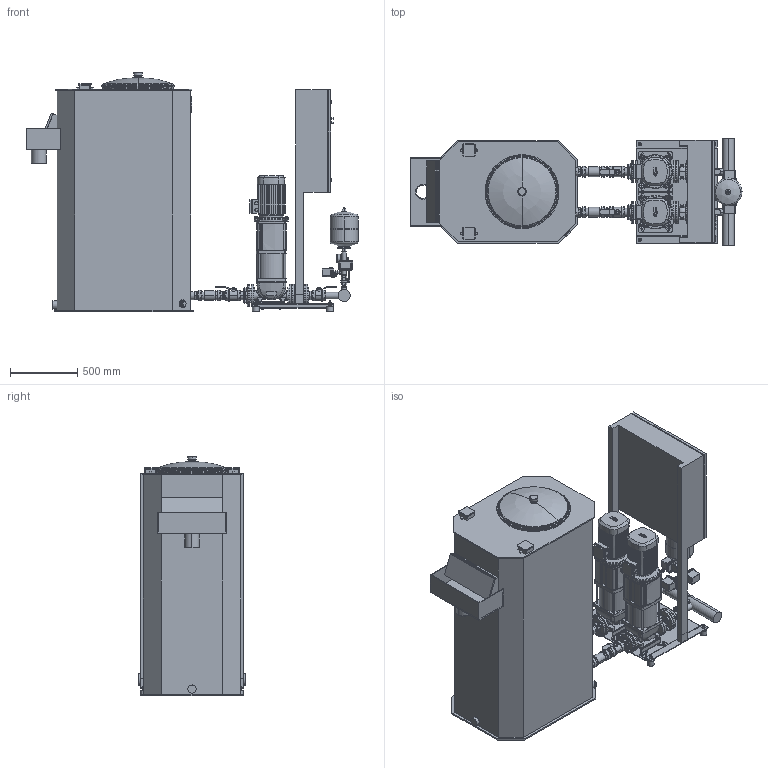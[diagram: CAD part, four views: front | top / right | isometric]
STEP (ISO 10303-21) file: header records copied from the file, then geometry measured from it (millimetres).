
FILE_DESCRIPTION((''),'2;1');
FILE_NAME('3d_FLACompact-2HELIXV2204DS8-2540139.stp','2016-01-25T12:58:05',(''),(''),'Mechanical Desktop 2009','Mechanical Desktop 2009',', , ');
FILE_SCHEMA(('CONFIG_CONTROL_DESIGN'));
Length unit declared in the file: millimetre
Products named in the file (1): Product
Bounding box: 2460 x 800 x 1775 mm (x, y, z)
Volume: 1351555133.1 mm3; surface area: 17819631.7 mm2
Topology: 145 solids, 145 shells, 5013 faces, 12544 edges, 8093 vertices
Faces by surface type: plane 1826, bspline 1787, cylinder 1005, cone 201, torus 188, sphere 6
Entity records: 168254 total; most frequent: CARTESIAN_POINT 50519, ORIENTED_EDGE 25072, DIRECTION 22803, EDGE_CURVE 12536, VERTEX_POINT 8093, VECTOR 7837, LINE 7837, AXIS2_PLACEMENT_3D 7483
